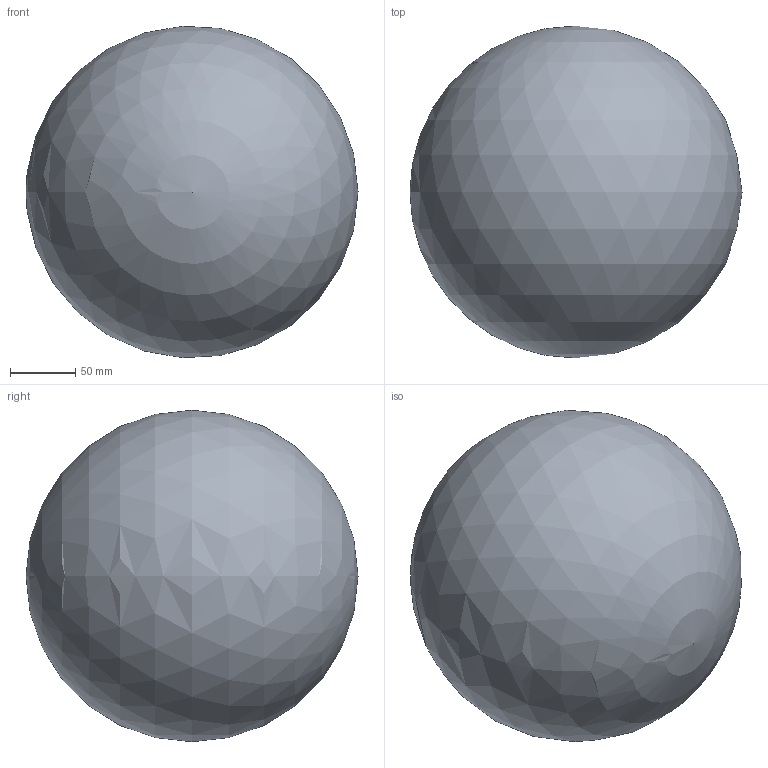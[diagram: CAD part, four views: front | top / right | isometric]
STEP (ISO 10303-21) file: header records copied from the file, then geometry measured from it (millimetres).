
FILE_DESCRIPTION(/* description */ (''),/* implementation_level */ '2;1');
FILE_NAME(/* name */ 'MISC_FoamBall_am-3276.ipt.stp',/* time_stamp */ '2016-01-07T16:45:39-08:00',/* author */ ('Autodesk Inc.'),/* organization */ ('Autodesk Inc.'),/* preprocessor_version */ 'ST-DEVELOPER v16.1',/* originating_system */ 'Autodesk Inventor 2016',/* authorisation */ '');
FILE_SCHEMA (('AUTOMOTIVE_DESIGN { 1 0 10303 214 3 1 1 }'));
Length unit declared in the file: inch
Products named in the file (1): MISC_FoamBall_am-3276
Bounding box: 254 x 254 x 253.57 mm (x, y, z)
Volume: 8580246.6 mm3; surface area: 202683 mm2
Topology: 1 solids, 1 shells, 1 faces, 3 edges, 2 vertices
Faces by surface type: sphere 1
Entity records: 61 total; most frequent: DIRECTION 6, CARTESIAN_POINT 5, AXIS2_PLACEMENT_3D 3, ORIENTED_EDGE 2, VERTEX_POINT 2, UNCERTAINTY_MEASURE_WITH_UNIT 2, DIMENSIONAL_EXPONENTS 2, PRESENTATION_STYLE_ASSIGNMENT 2
